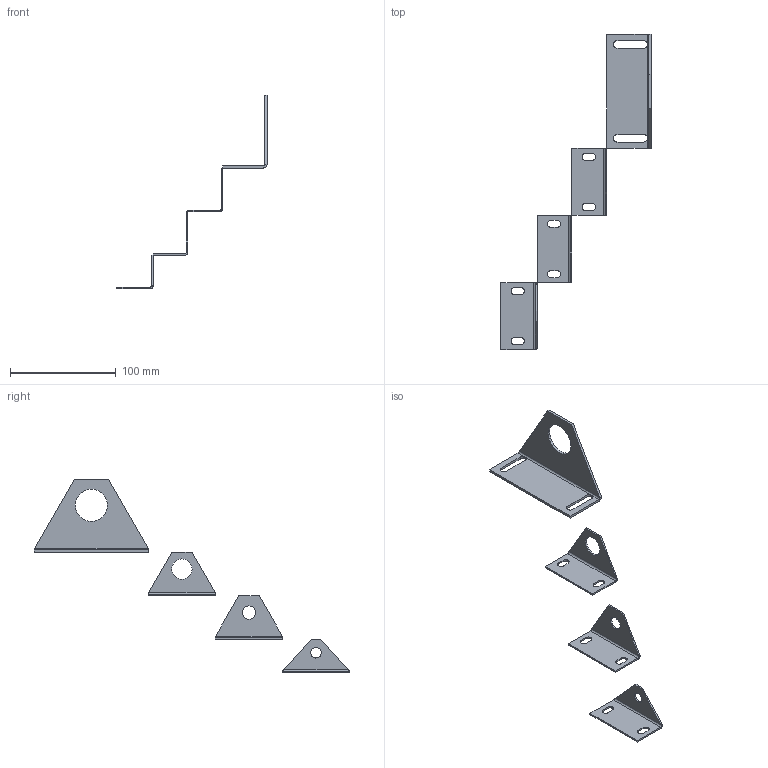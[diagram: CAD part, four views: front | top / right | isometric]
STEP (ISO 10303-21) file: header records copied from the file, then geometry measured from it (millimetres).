
FILE_DESCRIPTION(/* description */ ('4 RMS sensor mounting brackets'),/* implementation_level */ '2;1');
FILE_NAME(/* name */ 'RMS-M BRACKETS.stp',/* time_stamp */ '2014-02-05T09:30:14-05:00',/* author */ ('GL'),/* organization */ ('Conveyor Components Company, Division of Material Control, Inc.'),/* preprocessor_version */ 'ST-DEVELOPER v15.2',/* originating_system */ 'Autodesk Inventor 2014',/* authorisation */ 'GL');
FILE_SCHEMA (('AUTOMOTIVE_DESIGN { 1 0 10303 214 3 1 1 }'));
Length unit declared in the file: inch
Products named in the file (9): 20080130; RMS-8M; 20080127; RMS-12M; 20080131; RMS-18M; 20080132; RMS-30M; RMS-M BRACKETS
Bounding box: 142.42 x 298.45 x 183.7 mm (x, y, z)
Volume: 32945.5 mm3; surface area: 38348.9 mm2
Topology: 4 solids, 4 shells, 104 faces, 276 edges, 176 vertices
Faces by surface type: plane 64, cylinder 30, bspline 10
Full cylindrical faces by diameter (mm): 9.906 x1, 12.7 x1, 19.304 x1, 30.48 x1
Entity records: 4417 total; most frequent: CARTESIAN_POINT 1683, ORIENTED_EDGE 536, DIRECTION 530, EDGE_CURVE 268, LINE 188, VECTOR 188, VERTEX_POINT 172, AXIS2_PLACEMENT_3D 171
